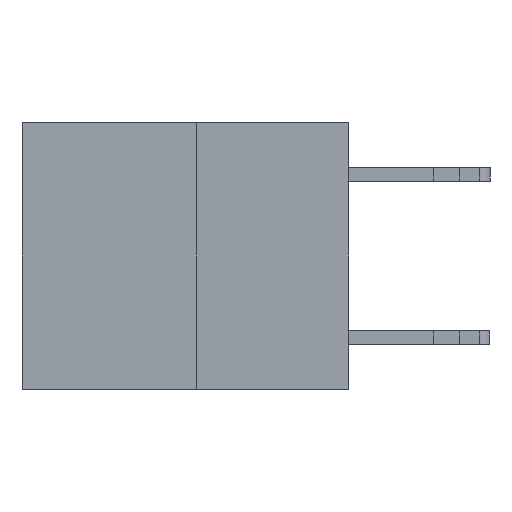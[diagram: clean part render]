
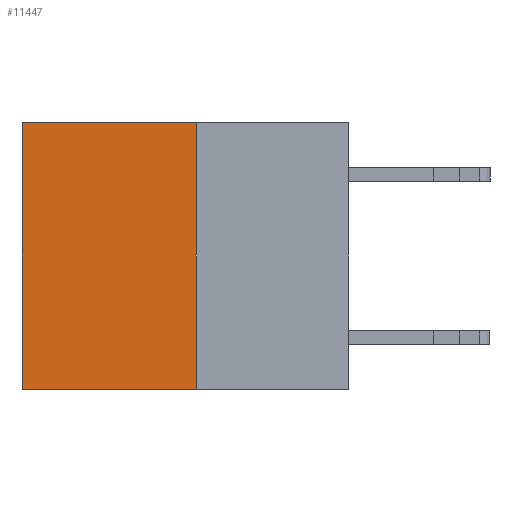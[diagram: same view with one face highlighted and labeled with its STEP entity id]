
A CAD part, left-side view. The second image highlights one B-rep face of the part: STEP entity #11447.
In plain terms, the highlighted planar face has unit normal (-1, 0, 0).
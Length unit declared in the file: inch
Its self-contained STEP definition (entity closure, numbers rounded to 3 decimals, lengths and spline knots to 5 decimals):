
#231 = CARTESIAN_POINT ( 'NONE',  ( 0.3165, 0.28, 0. ) ) ;
#304 = ORIENTED_EDGE ( 'NONE', *, *, #4029, .F. ) ;
#438 = CARTESIAN_POINT ( 'NONE',  ( 0.3165, 0.28, 0. ) ) ;
#544 = DIRECTION ( 'NONE',  ( 0., 0., -1. ) ) ;
#688 = ORIENTED_EDGE ( 'NONE', *, *, #9951, .F. ) ;
#1326 = FACE_OUTER_BOUND ( 'NONE', #2945, .T. ) ;
#1734 = VERTEX_POINT ( 'NONE', #438 ) ;
#2473 = VECTOR ( 'NONE', #8091, 39.37008 ) ;
#2945 = EDGE_LOOP ( 'NONE', ( #6522, #688, #304, #11258 ) ) ;
#2983 = VERTEX_POINT ( 'NONE', #8541 ) ;
#3794 = EDGE_CURVE ( 'NONE', #4804, #2983, #11041, .T. ) ;
#3991 = CARTESIAN_POINT ( 'NONE',  ( 0.3165, 0.28, -0.49 ) ) ;
#4029 = EDGE_CURVE ( 'NONE', #1734, #12929, #9785, .T. ) ;
#4717 = LINE ( 'NONE', #3991, #2473 ) ;
#4804 = VERTEX_POINT ( 'NONE', #7610 ) ;
#5108 = LINE ( 'NONE', #231, #6201 ) ;
#6201 = VECTOR ( 'NONE', #6325, 39.37008 ) ;
#6325 = DIRECTION ( 'NONE',  ( 0., 1., 0. ) ) ;
#6522 = ORIENTED_EDGE ( 'NONE', *, *, #3794, .T. ) ;
#6659 = AXIS2_PLACEMENT_3D ( 'NONE', #7584, #9544, #544 ) ;
#7270 = DIRECTION ( 'NONE',  ( 0., 0., -1. ) ) ;
#7584 = CARTESIAN_POINT ( 'NONE',  ( 0.3165, 0.28, -0.49 ) ) ;
#7610 = CARTESIAN_POINT ( 'NONE',  ( 0.3165, 0.6, 0. ) ) ;
#8091 = DIRECTION ( 'NONE',  ( 0., 1., 0. ) ) ;
#8520 = PLANE ( 'NONE',  #6659 ) ;
#8541 = CARTESIAN_POINT ( 'NONE',  ( 0.3165, 0.6, -0.49 ) ) ;
#9147 = EDGE_CURVE ( 'NONE', #1734, #4804, #5108, .T. ) ;
#9544 = DIRECTION ( 'NONE',  ( 1., 0., 0. ) ) ;
#9785 = LINE ( 'NONE', #11343, #12309 ) ;
#9851 = CARTESIAN_POINT ( 'NONE',  ( 0.3165, 0.28, -0.49 ) ) ;
#9951 = EDGE_CURVE ( 'NONE', #12929, #2983, #4717, .T. ) ;
#11041 = LINE ( 'NONE', #12997, #11675 ) ;
#11258 = ORIENTED_EDGE ( 'NONE', *, *, #9147, .T. ) ;
#11343 = CARTESIAN_POINT ( 'NONE',  ( 0.3165, 0.28, -0.49 ) ) ;
#11447 = ADVANCED_FACE ( 'NONE', ( #1326 ), #8520, .F. ) ;
#11675 = VECTOR ( 'NONE', #12146, 39.37008 ) ;
#12146 = DIRECTION ( 'NONE',  ( 0., 0., -1. ) ) ;
#12309 = VECTOR ( 'NONE', #7270, 39.37008 ) ;
#12929 = VERTEX_POINT ( 'NONE', #9851 ) ;
#12997 = CARTESIAN_POINT ( 'NONE',  ( 0.3165, 0.6, -0.49 ) ) ;
